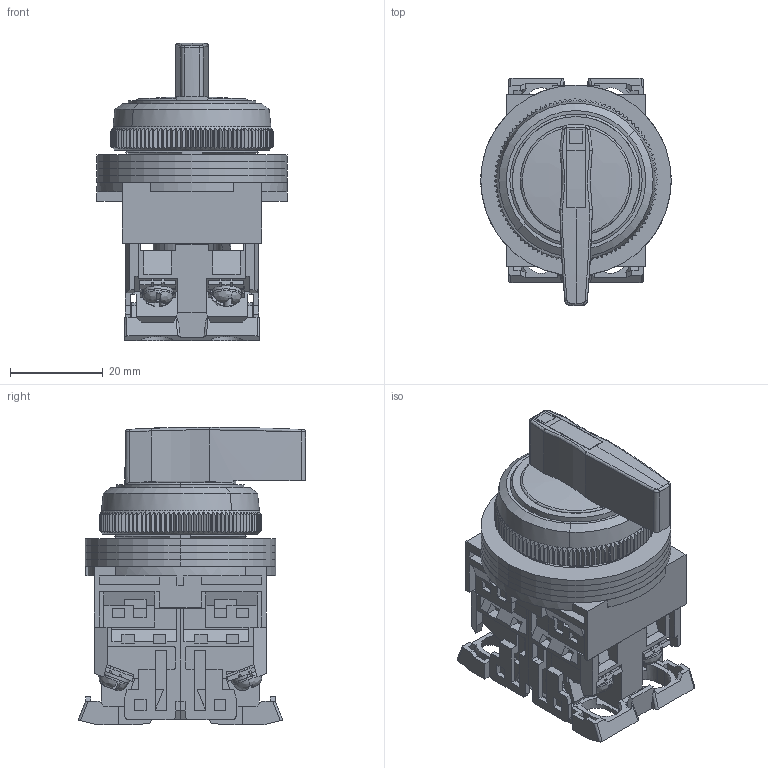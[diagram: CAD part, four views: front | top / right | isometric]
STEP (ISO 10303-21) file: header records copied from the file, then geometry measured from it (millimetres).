
FILE_DESCRIPTION (( 'STEP AP214' ), '1' );
FILE_NAME ('AR30WR-711BZC.step', '2018-02-13T18:35:45', ( '' ), ( '' ), 'SwSTEP 2.0', 'SolidWorks 2017', '' );
FILE_SCHEMA (( 'AUTOMOTIVE_DESIGN' ));
Length unit declared in the file: inch
Products named in the file (1): AR30WR-711BZC
Bounding box: 41 x 49 x 64 mm (x, y, z)
Volume: 38232.1 mm3; surface area: 40565.1 mm2
Topology: 26 solids, 26 shells, 1818 faces, 4981 edges, 3219 vertices
Faces by surface type: plane 1288, cylinder 287, cone 196, bspline 47
Entity records: 84238 total; most frequent: CARTESIAN_POINT 15014, ORIENTED_EDGE 9958, DIRECTION 8678, EDGE_CURVE 4979, VECTOR 3324, LINE 3324, VERTEX_POINT 3219, AXIS2_PLACEMENT_3D 2677
